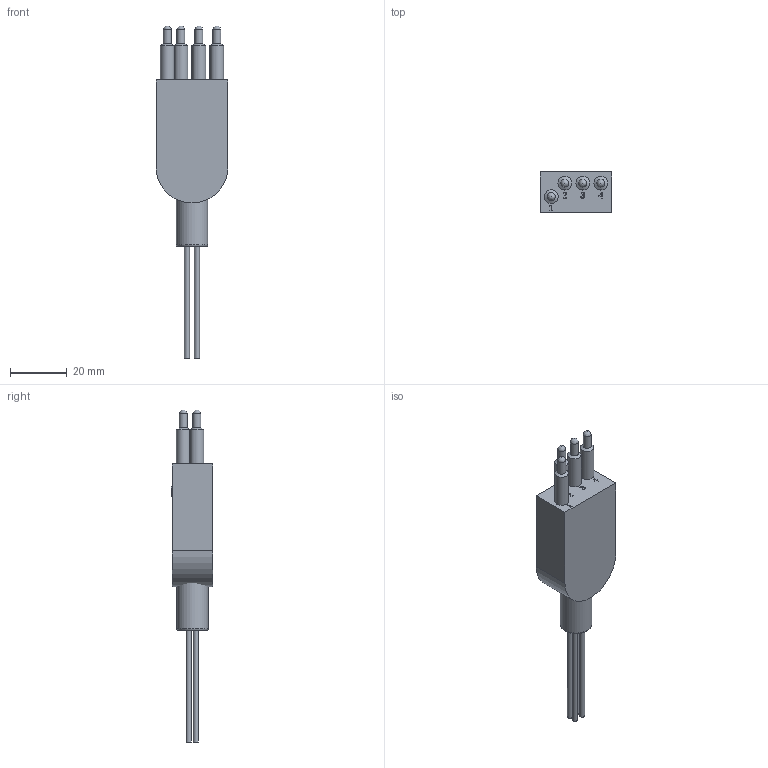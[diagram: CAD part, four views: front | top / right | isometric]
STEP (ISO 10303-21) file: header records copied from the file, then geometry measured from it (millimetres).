
FILE_DESCRIPTION(/* description */ (''),/* implementation_level */ '2;1');
FILE_NAME(/* name */ 'LPOM4M.stp',/* time_stamp */ '2015-03-23T09:09:08+01:00',/* author */ ('sh'),/* organization */ (''),/* preprocessor_version */ 'ST-DEVELOPER v15.2',/* originating_system */ 'Autodesk Inventor 2014',/* authorisation */ '');
FILE_SCHEMA (('AUTOMOTIVE_DESIGN { 1 0 10303 214 3 1 1 }'));
Length unit declared in the file: inch
Products named in the file (1): LPOM4M
Bounding box: 25.4 x 14.58 x 117.14 mm (x, y, z)
Volume: 17814.9 mm3; surface area: 8536.5 mm2
Topology: 10 solids, 10 shells, 241 faces, 614 edges, 409 vertices
Faces by surface type: plane 120, bspline 83, cylinder 24, cone 9, torus 5
Full cylindrical faces by diameter (mm): 1.778 x4, 2.032 x4, 2.779 x4, 4.826 x4, 8.001 x1, 9.601 x1, 11.1 x1
Entity records: 10145 total; most frequent: CARTESIAN_POINT 4965, ORIENTED_EDGE 1128, DIRECTION 770, EDGE_CURVE 564, VERTEX_POINT 392, LINE 328, VECTOR 328, EDGE_LOOP 292
